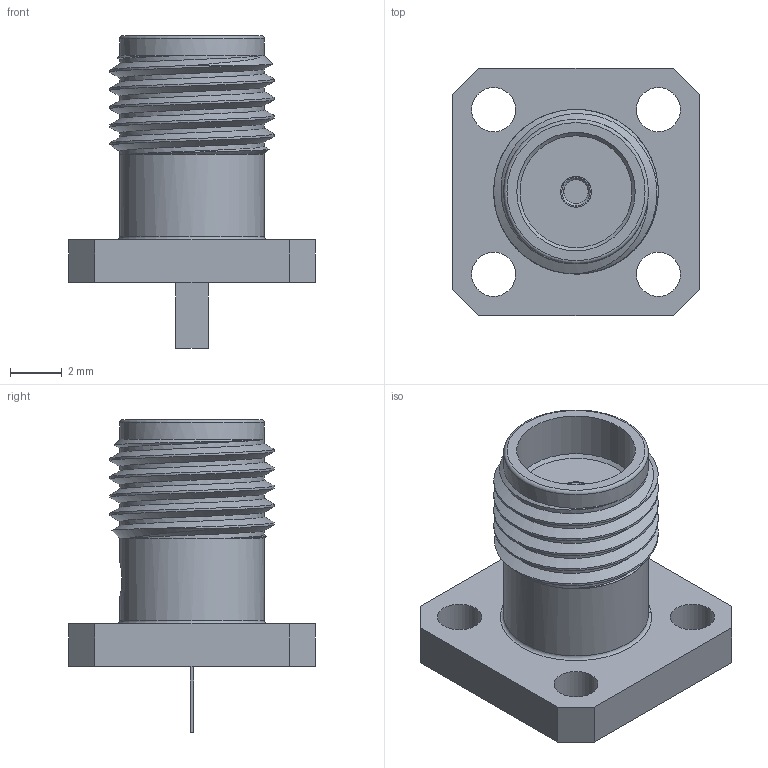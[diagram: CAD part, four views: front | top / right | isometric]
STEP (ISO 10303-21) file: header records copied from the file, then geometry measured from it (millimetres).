
FILE_DESCRIPTION (( 'STEP AP203' ), '1' );
FILE_NAME ('SC7556_3D.step', '2023-01-31T19:17:56', ( '' ), ( '' ), 'SwSTEP 2.0', 'SolidWorks 2022', '' );
FILE_SCHEMA (( 'CONFIG_CONTROL_DESIGN' ));
Length unit declared in the file: inch
Products named in the file (1): SC7556_3D
Bounding box: 9.53 x 9.53 x 12.06 mm (x, y, z)
Volume: 301.3 mm3; surface area: 481.7 mm2
Topology: 1 solids, 1 shells, 51 faces, 123 edges, 80 vertices
Faces by surface type: plane 28, cylinder 13, cone 5, bspline 3, torus 2
Full cylindrical faces by diameter (mm): 0.94 x1, 1.194 x1, 1.702 x4, 4.318 x1, 4.572 x1, 5.582 x2
Entity records: 3226 total; most frequent: CARTESIAN_POINT 2040, DIRECTION 216, ORIENTED_EDGE 212, EDGE_CURVE 106, AXIS2_PLACEMENT_3D 82, EDGE_LOOP 78, VERTEX_POINT 76, FACE_OUTER_BOUND 63
